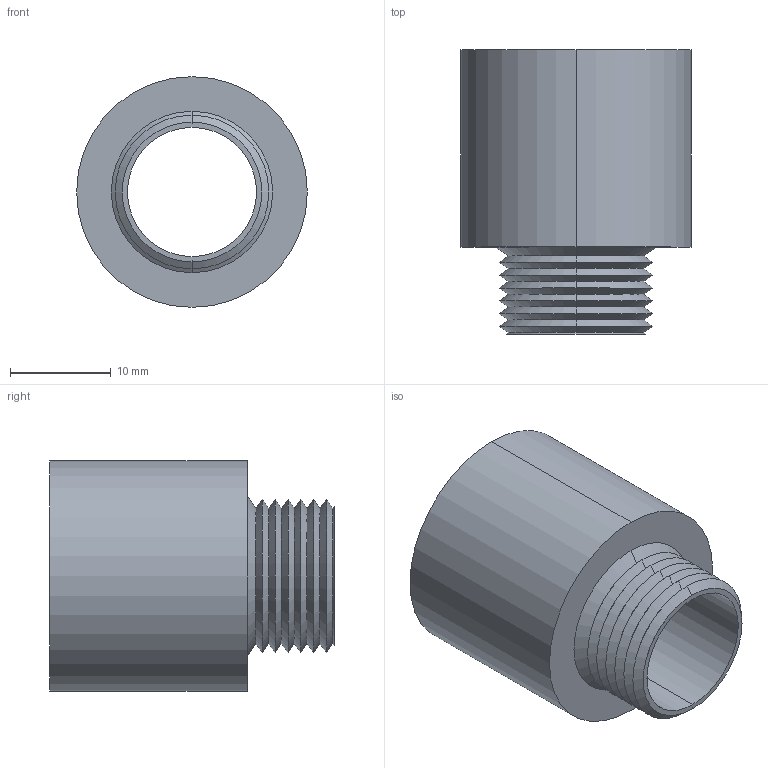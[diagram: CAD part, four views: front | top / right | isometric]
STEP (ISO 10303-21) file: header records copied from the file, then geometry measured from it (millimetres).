
FILE_DESCRIPTION (( 'STEP AP203' ), '1' );
FILE_NAME ('AP-3640-BK.STEP', '2006-03-06T09:40:14', ( 'bay06' ), ( '' ), 'SwSTEP 2.0', 'SolidWorks 2008', '' );
FILE_SCHEMA (( 'CONFIG_CONTROL_DESIGN' ));
Length unit declared in the file: inch
Products named in the file (1): AP-3640-BK
Bounding box: 22.88 x 28.19 x 22.88 mm (x, y, z)
Volume: 5380.3 mm3; surface area: 4258.9 mm2
Topology: 1 solids, 1 shells, 77 faces, 154 edges, 80 vertices
Faces by surface type: cone 56, cylinder 18, plane 3
Entity records: 2027 total; most frequent: DIRECTION 390, CARTESIAN_POINT 312, ORIENTED_EDGE 308, AXIS2_PLACEMENT_3D 158, EDGE_CURVE 154, EDGE_LOOP 80, VERTEX_POINT 80, CIRCLE 80
